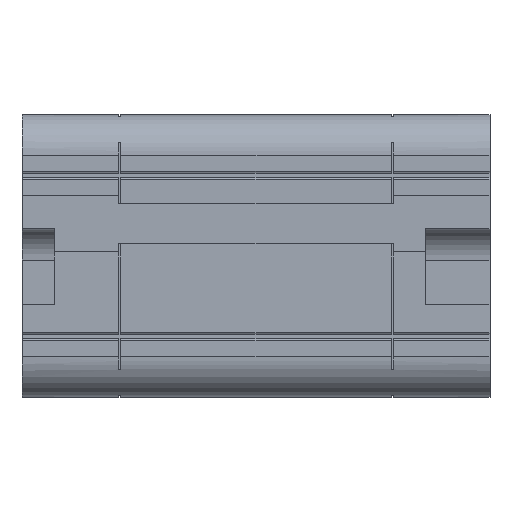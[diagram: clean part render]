
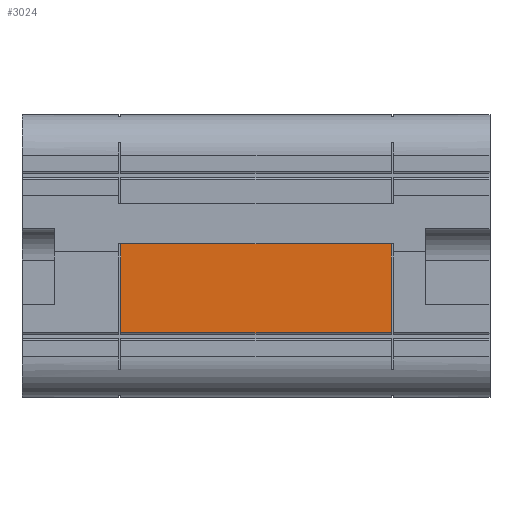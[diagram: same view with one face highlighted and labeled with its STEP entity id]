
A CAD part, left-side view. The second image highlights one B-rep face of the part: STEP entity #3024.
In plain terms, the highlighted planar face has unit normal (-1, 0, 0).
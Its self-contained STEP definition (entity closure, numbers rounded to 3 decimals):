
#446 = ORIENTED_EDGE ( 'NONE', *, *, #2656, .F. ) ;
#765 = LINE ( 'NONE', #14472, #2236 ) ;
#2067 = DIRECTION ( 'NONE',  ( 0., 1., 0. ) ) ;
#2236 = VECTOR ( 'NONE', #2067, 1000. ) ;
#2577 = EDGE_CURVE ( 'NONE', #5740, #14189, #14228, .T. ) ;
#2624 = ORIENTED_EDGE ( 'NONE', *, *, #2577, .F. ) ;
#2656 = EDGE_CURVE ( 'NONE', #10166, #5740, #765, .T. ) ;
#3024 = ADVANCED_FACE ( 'NONE', ( #5056 ), #3755, .F. ) ;
#3059 = DIRECTION ( 'NONE',  ( 0., 0., 1. ) ) ;
#3755 = PLANE ( 'NONE',  #5277 ) ;
#4134 = CARTESIAN_POINT ( 'NONE',  ( 0., 12.25, -27. ) ) ;
#5056 = FACE_OUTER_BOUND ( 'NONE', #11804, .T. ) ;
#5277 = AXIS2_PLACEMENT_3D ( 'NONE', #13685, #11013, #6034 ) ;
#5740 = VERTEX_POINT ( 'NONE', #11833 ) ;
#6034 = DIRECTION ( 'NONE',  ( 0., 0., -1. ) ) ;
#6560 = CARTESIAN_POINT ( 'NONE',  ( 0., 45.75, -35. ) ) ;
#7511 = VERTEX_POINT ( 'NONE', #11331 ) ;
#7747 = DIRECTION ( 'NONE',  ( 0., 0., 1. ) ) ;
#8489 = VECTOR ( 'NONE', #3059, 1000. ) ;
#9148 = ORIENTED_EDGE ( 'NONE', *, *, #12674, .T. ) ;
#9264 = CARTESIAN_POINT ( 'NONE',  ( 0., 46., -16. ) ) ;
#9931 = VECTOR ( 'NONE', #7747, 1000. ) ;
#10119 = VECTOR ( 'NONE', #13021, 1000. ) ;
#10166 = VERTEX_POINT ( 'NONE', #4134 ) ;
#11013 = DIRECTION ( 'NONE',  ( 1., 0., 0. ) ) ;
#11331 = CARTESIAN_POINT ( 'NONE',  ( 0., 12.25, -16. ) ) ;
#11389 = CARTESIAN_POINT ( 'NONE',  ( 0., 45.75, -16. ) ) ;
#11590 = EDGE_CURVE ( 'NONE', #14189, #7511, #12859, .T. ) ;
#11804 = EDGE_LOOP ( 'NONE', ( #446, #9148, #12590, #2624 ) ) ;
#11833 = CARTESIAN_POINT ( 'NONE',  ( 0., 45.75, -27. ) ) ;
#12590 = ORIENTED_EDGE ( 'NONE', *, *, #11590, .F. ) ;
#12674 = EDGE_CURVE ( 'NONE', #10166, #7511, #13772, .T. ) ;
#12859 = LINE ( 'NONE', #9264, #10119 ) ;
#13021 = DIRECTION ( 'NONE',  ( 0., -1., 0. ) ) ;
#13685 = CARTESIAN_POINT ( 'NONE',  ( 0., 58., 0. ) ) ;
#13772 = LINE ( 'NONE', #13939, #9931 ) ;
#13939 = CARTESIAN_POINT ( 'NONE',  ( 0., 12.25, -35. ) ) ;
#14189 = VERTEX_POINT ( 'NONE', #11389 ) ;
#14228 = LINE ( 'NONE', #6560, #8489 ) ;
#14472 = CARTESIAN_POINT ( 'NONE',  ( 0., 0., -27. ) ) ;
